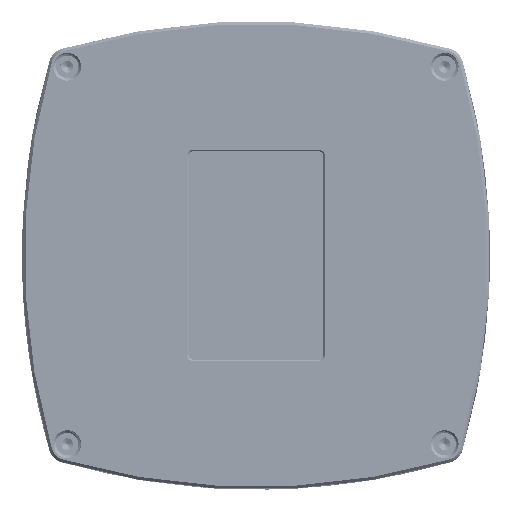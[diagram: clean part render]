
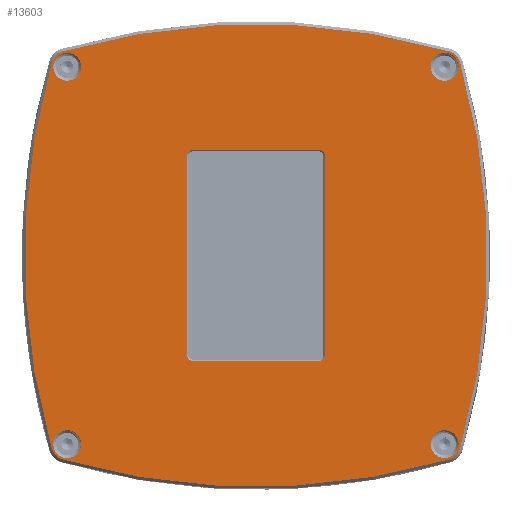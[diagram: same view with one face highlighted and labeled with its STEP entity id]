
A CAD part, top view. The second image highlights one B-rep face of the part: STEP entity #13603.
In plain terms, the highlighted face is planar.
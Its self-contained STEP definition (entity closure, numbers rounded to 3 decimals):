
#5729=FACE_BOUND('',#19682,.T.);
#5730=FACE_BOUND('',#19683,.T.);
#5731=FACE_BOUND('',#19684,.T.);
#5732=FACE_BOUND('',#19685,.T.);
#5733=FACE_BOUND('',#19686,.T.);
#5734=FACE_BOUND('',#19687,.T.);
#8080=LINE('',#102550,#10645);
#8081=LINE('',#102555,#10646);
#8082=LINE('',#102559,#10647);
#8083=LINE('',#102563,#10648);
#10645=VECTOR('',#54306,1.);
#10646=VECTOR('',#54309,1.);
#10647=VECTOR('',#54312,1.);
#10648=VECTOR('',#54315,1.);
#13603=ADVANCED_FACE('',(#5729,#5730,#5731,#5732,#5733,#5734),#15044,.F.);
#15044=PLANE('',#46114);
#19682=EDGE_LOOP('',(#27853,#27854,#27855,#27856,#27857,#27858,#27859,#27860));
#19683=EDGE_LOOP('',(#27861));
#19684=EDGE_LOOP('',(#27862));
#19685=EDGE_LOOP('',(#27863));
#19686=EDGE_LOOP('',(#27864));
#19687=EDGE_LOOP('',(#27865,#27866,#27867,#27868,#27869,#27870,#27871,#27872));
#27853=ORIENTED_EDGE('',*,*,#39082,.T.);
#27854=ORIENTED_EDGE('',*,*,#39083,.T.);
#27855=ORIENTED_EDGE('',*,*,#39084,.T.);
#27856=ORIENTED_EDGE('',*,*,#39085,.T.);
#27857=ORIENTED_EDGE('',*,*,#39086,.T.);
#27858=ORIENTED_EDGE('',*,*,#39087,.T.);
#27859=ORIENTED_EDGE('',*,*,#39088,.T.);
#27860=ORIENTED_EDGE('',*,*,#39089,.T.);
#27861=ORIENTED_EDGE('',*,*,#39090,.T.);
#27862=ORIENTED_EDGE('',*,*,#39091,.T.);
#27863=ORIENTED_EDGE('',*,*,#39092,.T.);
#27864=ORIENTED_EDGE('',*,*,#39093,.T.);
#27865=ORIENTED_EDGE('',*,*,#39094,.T.);
#27866=ORIENTED_EDGE('',*,*,#39095,.T.);
#27867=ORIENTED_EDGE('',*,*,#39096,.T.);
#27868=ORIENTED_EDGE('',*,*,#39097,.T.);
#27869=ORIENTED_EDGE('',*,*,#39098,.T.);
#27870=ORIENTED_EDGE('',*,*,#39099,.T.);
#27871=ORIENTED_EDGE('',*,*,#39100,.T.);
#27872=ORIENTED_EDGE('',*,*,#39101,.T.);
#34480=VERTEX_POINT('',#102551);
#34481=VERTEX_POINT('',#102552);
#34482=VERTEX_POINT('',#102554);
#34483=VERTEX_POINT('',#102556);
#34484=VERTEX_POINT('',#102558);
#34485=VERTEX_POINT('',#102560);
#34486=VERTEX_POINT('',#102562);
#34487=VERTEX_POINT('',#102564);
#34488=VERTEX_POINT('',#102567);
#34489=VERTEX_POINT('',#102569);
#34490=VERTEX_POINT('',#102571);
#34491=VERTEX_POINT('',#102573);
#34492=VERTEX_POINT('',#102575);
#34493=VERTEX_POINT('',#102576);
#34494=VERTEX_POINT('',#102578);
#34495=VERTEX_POINT('',#102580);
#34496=VERTEX_POINT('',#102582);
#34497=VERTEX_POINT('',#102584);
#34498=VERTEX_POINT('',#102586);
#34499=VERTEX_POINT('',#102588);
#39082=EDGE_CURVE('',#34480,#34481,#8080,.T.);
#39083=EDGE_CURVE('',#34481,#34482,#42738,.T.);
#39084=EDGE_CURVE('',#34482,#34483,#8081,.T.);
#39085=EDGE_CURVE('',#34483,#34484,#42739,.T.);
#39086=EDGE_CURVE('',#34484,#34485,#8082,.T.);
#39087=EDGE_CURVE('',#34485,#34486,#42740,.T.);
#39088=EDGE_CURVE('',#34486,#34487,#8083,.T.);
#39089=EDGE_CURVE('',#34487,#34480,#42741,.T.);
#39090=EDGE_CURVE('',#34488,#34488,#42742,.T.);
#39091=EDGE_CURVE('',#34489,#34489,#42743,.T.);
#39092=EDGE_CURVE('',#34490,#34490,#42744,.T.);
#39093=EDGE_CURVE('',#34491,#34491,#42745,.T.);
#39094=EDGE_CURVE('',#34492,#34493,#42746,.T.);
#39095=EDGE_CURVE('',#34493,#34494,#42747,.T.);
#39096=EDGE_CURVE('',#34494,#34495,#42748,.T.);
#39097=EDGE_CURVE('',#34495,#34496,#42749,.T.);
#39098=EDGE_CURVE('',#34496,#34497,#42750,.T.);
#39099=EDGE_CURVE('',#34497,#34498,#42751,.T.);
#39100=EDGE_CURVE('',#34498,#34499,#42752,.T.);
#39101=EDGE_CURVE('',#34499,#34492,#42753,.T.);
#42738=CIRCLE('',#46098,0.65);
#42739=CIRCLE('',#46099,0.65);
#42740=CIRCLE('',#46100,0.65);
#42741=CIRCLE('',#46101,0.65);
#42742=CIRCLE('',#46102,1.55);
#42743=CIRCLE('',#46103,1.55);
#42744=CIRCLE('',#46104,1.55);
#42745=CIRCLE('',#46105,1.55);
#42746=CIRCLE('',#46106,77.75);
#42747=CIRCLE('',#46107,1.789);
#42748=CIRCLE('',#46108,77.75);
#42749=CIRCLE('',#46109,1.789);
#42750=CIRCLE('',#46110,77.75);
#42751=CIRCLE('',#46111,1.789);
#42752=CIRCLE('',#46112,77.75);
#42753=CIRCLE('',#46113,1.789);
#46098=AXIS2_PLACEMENT_3D('',#102553,#54307,#54308);
#46099=AXIS2_PLACEMENT_3D('',#102557,#54310,#54311);
#46100=AXIS2_PLACEMENT_3D('',#102561,#54313,#54314);
#46101=AXIS2_PLACEMENT_3D('',#102565,#54316,#54317);
#46102=AXIS2_PLACEMENT_3D('',#102566,#54318,#54319);
#46103=AXIS2_PLACEMENT_3D('',#102568,#54320,#54321);
#46104=AXIS2_PLACEMENT_3D('',#102570,#54322,#54323);
#46105=AXIS2_PLACEMENT_3D('',#102572,#54324,#54325);
#46106=AXIS2_PLACEMENT_3D('',#102574,#54326,#54327);
#46107=AXIS2_PLACEMENT_3D('',#102577,#54328,#54329);
#46108=AXIS2_PLACEMENT_3D('',#102579,#54330,#54331);
#46109=AXIS2_PLACEMENT_3D('',#102581,#54332,#54333);
#46110=AXIS2_PLACEMENT_3D('',#102583,#54334,#54335);
#46111=AXIS2_PLACEMENT_3D('',#102585,#54336,#54337);
#46112=AXIS2_PLACEMENT_3D('',#102587,#54338,#54339);
#46113=AXIS2_PLACEMENT_3D('',#102589,#54340,#54341);
#46114=AXIS2_PLACEMENT_3D('',#102590,#54342,#54343);
#54306=DIRECTION('',(1.,0.,0.));
#54307=DIRECTION('',(0.,0.,1.));
#54308=DIRECTION('',(1.,0.,0.));
#54309=DIRECTION('',(0.,1.,0.));
#54310=DIRECTION('',(0.,0.,1.));
#54311=DIRECTION('',(1.,0.,0.));
#54312=DIRECTION('',(-1.,0.,0.));
#54313=DIRECTION('',(0.,0.,1.));
#54314=DIRECTION('',(1.,0.,0.));
#54315=DIRECTION('',(0.,-1.,0.));
#54316=DIRECTION('',(0.,0.,1.));
#54317=DIRECTION('',(1.,0.,0.));
#54318=DIRECTION('',(0.,0.,1.));
#54319=DIRECTION('',(1.,0.,0.));
#54320=DIRECTION('',(0.,0.,1.));
#54321=DIRECTION('',(1.,0.,0.));
#54322=DIRECTION('',(0.,0.,1.));
#54323=DIRECTION('',(1.,0.,0.));
#54324=DIRECTION('',(0.,0.,1.));
#54325=DIRECTION('',(1.,0.,0.));
#54326=DIRECTION('',(0.,0.,-1.));
#54327=DIRECTION('',(1.,0.,0.));
#54328=DIRECTION('',(0.,0.,-1.));
#54329=DIRECTION('',(1.,0.,0.));
#54330=DIRECTION('',(0.,0.,-1.));
#54331=DIRECTION('',(1.,0.,0.));
#54332=DIRECTION('',(0.,0.,-1.));
#54333=DIRECTION('',(1.,0.,0.));
#54334=DIRECTION('',(0.,0.,-1.));
#54335=DIRECTION('',(1.,0.,0.));
#54336=DIRECTION('',(0.,0.,-1.));
#54337=DIRECTION('',(1.,0.,0.));
#54338=DIRECTION('',(0.,0.,-1.));
#54339=DIRECTION('',(1.,0.,0.));
#54340=DIRECTION('',(0.,0.,-1.));
#54341=DIRECTION('',(1.,0.,0.));
#54342=DIRECTION('',(0.,0.,1.));
#54343=DIRECTION('',(1.,0.,0.));
#102550=CARTESIAN_POINT('',(11.1,-7.65,0.));
#102551=CARTESIAN_POINT('',(-11.1,-7.65,0.));
#102552=CARTESIAN_POINT('',(11.1,-7.65,0.));
#102553=CARTESIAN_POINT('',(11.1,-7.,0.));
#102554=CARTESIAN_POINT('',(11.75,-7.,0.));
#102555=CARTESIAN_POINT('',(11.75,7.,0.));
#102556=CARTESIAN_POINT('',(11.75,7.,0.));
#102557=CARTESIAN_POINT('',(11.1,7.,0.));
#102558=CARTESIAN_POINT('',(11.1,7.65,0.));
#102559=CARTESIAN_POINT('',(-11.1,7.65,0.));
#102560=CARTESIAN_POINT('',(-11.1,7.65,0.));
#102561=CARTESIAN_POINT('',(-11.1,7.,0.));
#102562=CARTESIAN_POINT('',(-11.75,7.,0.));
#102563=CARTESIAN_POINT('',(-11.75,-7.,0.));
#102564=CARTESIAN_POINT('',(-11.75,-7.,0.));
#102565=CARTESIAN_POINT('',(-11.1,-7.,0.));
#102566=CARTESIAN_POINT('',(-21.,-21.,0.));
#102567=CARTESIAN_POINT('',(-19.45,-21.,0.));
#102568=CARTESIAN_POINT('',(21.,-21.,0.));
#102569=CARTESIAN_POINT('',(22.55,-21.,0.));
#102570=CARTESIAN_POINT('',(21.,21.,0.));
#102571=CARTESIAN_POINT('',(22.55,21.,0.));
#102572=CARTESIAN_POINT('',(-21.,21.,0.));
#102573=CARTESIAN_POINT('',(-19.45,21.,0.));
#102574=CARTESIAN_POINT('',(0.,-52.,0.));
#102575=CARTESIAN_POINT('',(-21.495,22.72,0.));
#102576=CARTESIAN_POINT('',(21.495,22.72,0.));
#102577=CARTESIAN_POINT('',(21.,21.,0.));
#102578=CARTESIAN_POINT('',(22.72,21.495,0.));
#102579=CARTESIAN_POINT('',(-52.,0.,0.));
#102580=CARTESIAN_POINT('',(22.72,-21.495,0.));
#102581=CARTESIAN_POINT('',(21.,-21.,0.));
#102582=CARTESIAN_POINT('',(21.495,-22.72,0.));
#102583=CARTESIAN_POINT('',(0.,52.,0.));
#102584=CARTESIAN_POINT('',(-21.495,-22.72,0.));
#102585=CARTESIAN_POINT('',(-21.,-21.,0.));
#102586=CARTESIAN_POINT('',(-22.72,-21.495,0.));
#102587=CARTESIAN_POINT('',(52.,0.,0.));
#102588=CARTESIAN_POINT('',(-22.72,21.495,0.));
#102589=CARTESIAN_POINT('',(-21.,21.,0.));
#102590=CARTESIAN_POINT('',(15.5,-10.5,0.));
